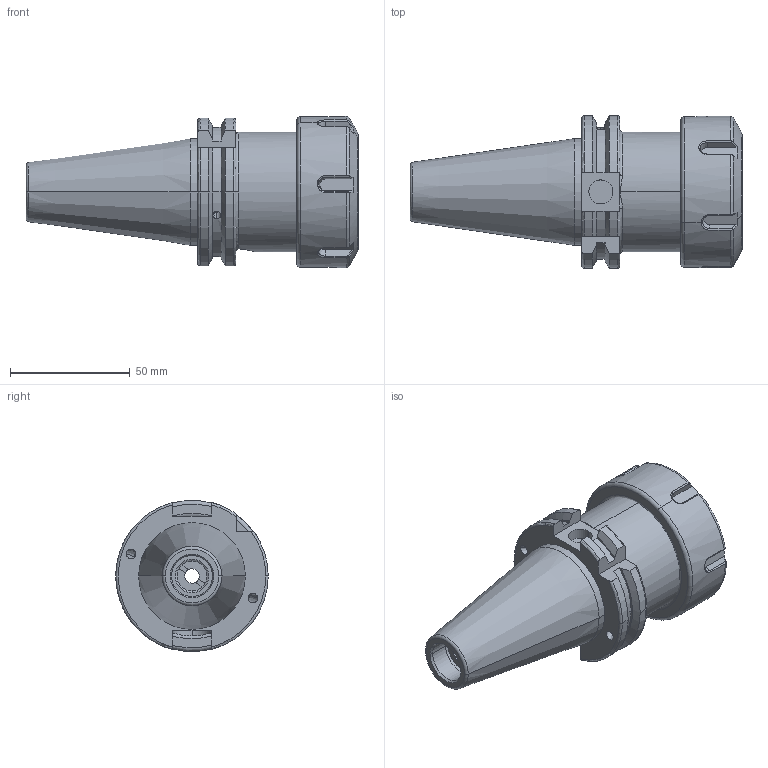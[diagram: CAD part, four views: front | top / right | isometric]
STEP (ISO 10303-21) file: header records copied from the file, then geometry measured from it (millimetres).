
FILE_DESCRIPTION (( 'STEP AP203' ), '1' );
FILE_NAME ('SK40 CCH ER40 070 FTC WW.STEP', '2015-08-06T12:37:33', ( '' ), ( '' ), 'SwSTEP 2.0', 'SolidWorks 2009', '' );
FILE_SCHEMA (( 'CONFIG_CONTROL_DESIGN' ));
Length unit declared in the file: millimetre
Products named in the file (5): FTSCWM28X150.; SK40 CCH ER40 070  FTC WW-NEW; SK40 CCH ER40 070  FTC WW; Copy of M4X4_DIN 913 - M4 x 4-N; FT NUT ER 40
Assembly tree (5 placements, depth 2):
  SK40 CCH ER40 070  FTC WW
    FT NUT ER 40
    SK40 CCH ER40 070  FTC WW-NEW
    Copy of M4X4_DIN 913 - M4 x 4-N  x2
    FTSCWM28X150.
Bounding box: 138.4 x 63.55 x 62.98 mm (x, y, z)
Volume: 161001.7 mm3; surface area: 47949.8 mm2
Topology: 5 solids, 5 shells, 270 faces, 665 edges, 412 vertices
Faces by surface type: plane 101, cylinder 52, cone 48, bspline 36, torus 33
Entity records: 9062 total; most frequent: CARTESIAN_POINT 2720, ORIENTED_EDGE 1262, DIRECTION 1139, EDGE_CURVE 631, AXIS2_PLACEMENT_3D 453, VERTEX_POINT 392, EDGE_LOOP 277, FACE_OUTER_BOUND 255
